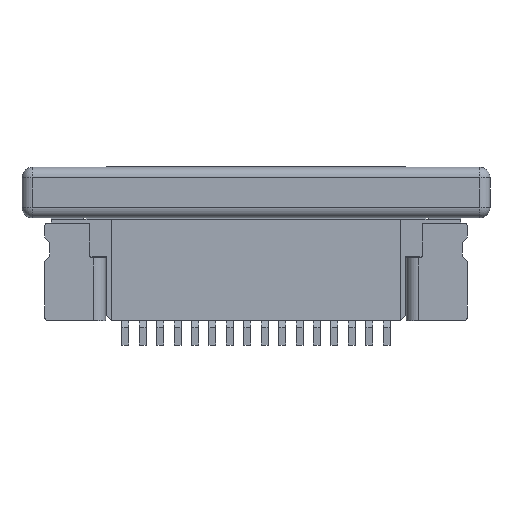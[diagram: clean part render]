
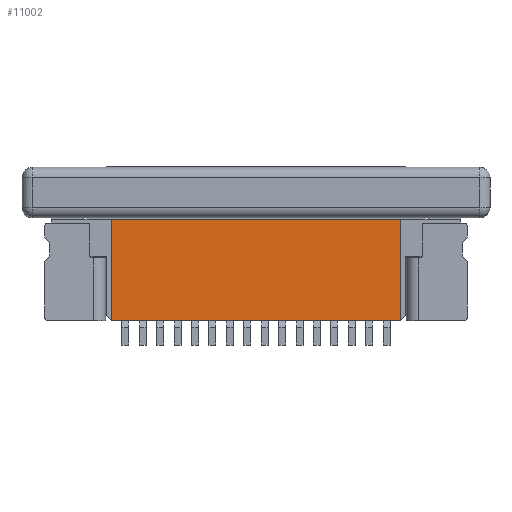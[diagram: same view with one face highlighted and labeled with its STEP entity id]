
A CAD part, front view. The second image highlights one B-rep face of the part: STEP entity #11002.
In plain terms, the highlighted planar face has unit normal (0, -1, 0).
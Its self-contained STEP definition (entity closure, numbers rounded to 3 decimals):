
#722=DIRECTION('',(-1.,0.,0.));
#723=VECTOR('',#722,8.3);
#724=CARTESIAN_POINT('',(4.15,-1.,-4.4));
#725=LINE('',#724,#723);
#4014=DIRECTION('',(0.,0.,1.));
#4015=VECTOR('',#4014,2.91);
#4016=CARTESIAN_POINT('',(-4.15,-1.,-4.4));
#4017=LINE('',#4016,#4015);
#4018=DIRECTION('',(1.,0.,0.));
#4019=VECTOR('',#4018,8.3);
#4020=CARTESIAN_POINT('',(-4.15,-1.,-1.49));
#4021=LINE('',#4020,#4019);
#4022=DIRECTION('',(0.,0.,1.));
#4023=VECTOR('',#4022,2.91);
#4024=CARTESIAN_POINT('',(4.15,-1.,-4.4));
#4025=LINE('',#4024,#4023);
#4192=CARTESIAN_POINT('',(4.15,-1.,-4.4));
#4193=CARTESIAN_POINT('',(-4.15,-1.,-4.4));
#4194=VERTEX_POINT('',#4192);
#4195=VERTEX_POINT('',#4193);
#4880=CARTESIAN_POINT('',(-4.15,-1.,-1.49));
#4881=CARTESIAN_POINT('',(4.15,-1.,-1.49));
#4882=VERTEX_POINT('',#4880);
#4883=VERTEX_POINT('',#4881);
#10990=CARTESIAN_POINT('',(-6.715,-1.,0.));
#10991=DIRECTION('',(0.,-1.,0.));
#10992=DIRECTION('',(1.,0.,0.));
#10993=AXIS2_PLACEMENT_3D('',#10990,#10991,#10992);
#10994=PLANE('',#10993);
#10995=ORIENTED_EDGE('',*,*,#5879,.T.);
#10997=ORIENTED_EDGE('',*,*,#10996,.F.);
#10998=ORIENTED_EDGE('',*,*,#6254,.T.);
#10999=ORIENTED_EDGE('',*,*,#10983,.T.);
#11000=EDGE_LOOP('',(#10995,#10997,#10998,#10999));
#11001=FACE_OUTER_BOUND('',#11000,.F.);
#5879=EDGE_CURVE('',#4882,#4883,#4021,.T.);
#6254=EDGE_CURVE('',#4194,#4195,#725,.T.);
#10983=EDGE_CURVE('',#4195,#4882,#4017,.T.);
#10996=EDGE_CURVE('',#4194,#4883,#4025,.T.);
#11002=ADVANCED_FACE('',(#11001),#10994,.T.);
